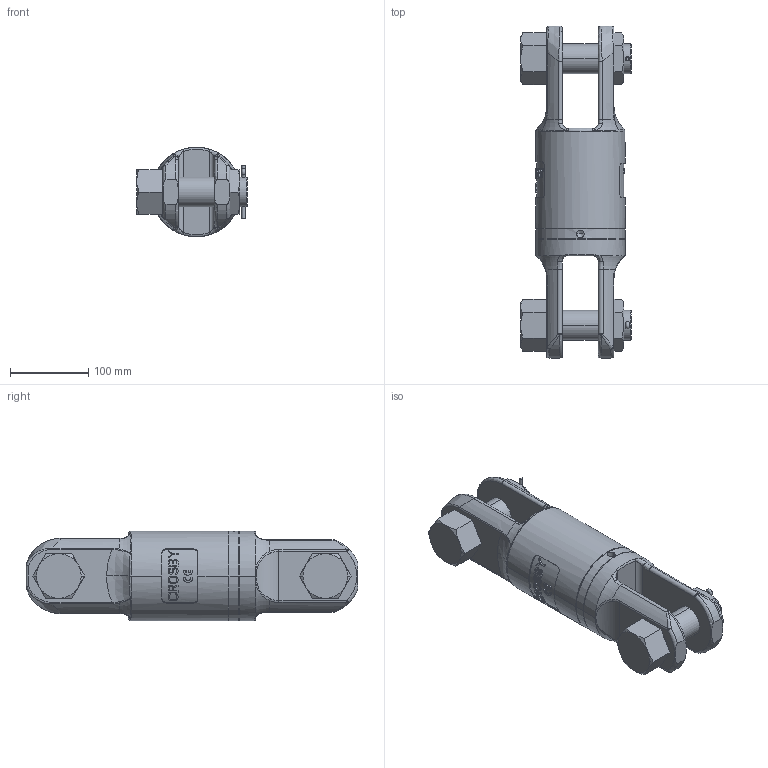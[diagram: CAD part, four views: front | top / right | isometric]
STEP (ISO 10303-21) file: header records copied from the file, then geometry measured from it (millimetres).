
FILE_DESCRIPTION((''),'2;1');
FILE_NAME('CROSBY_SWIVEL_10-S-2_0297627','2013-06-26T',('Alan Doughty'),('The Crosby Group LLC'),'PRO/ENGINEER BY PARAMETRIC TECHNOLOGY CORPORATION, 2013040','PRO/ENGINEER BY PARAMETRIC TECHNOLOGY CORPORATION, 2013040','');
FILE_SCHEMA(('AUTOMOTIVE_DESIGN { 1 0 10303 214 1 1 1 1 }'));
Length unit declared in the file: inch
Products named in the file (1): CROSBY_SWIVEL_10-S-2_0297627
Bounding box: 141.22 x 424.33 x 114.3 mm (x, y, z)
Volume: 2901947.2 mm3; surface area: 263541.3 mm2
Topology: 3 solids, 4 shells, 633 faces, 1609 edges, 1009 vertices
Faces by surface type: plane 350, cylinder 121, bspline 74, torus 38, cone 32, sphere 14, extrusion 4
Entity records: 31508 total; most frequent: CARTESIAN_POINT 12377, ORIENTED_EDGE 3210, DIRECTION 2459, PRESENTATION_STYLE_ASSIGNMENT 1608, STYLED_ITEM 1608, CURVE_STYLE 1605, EDGE_CURVE 1605, VERTEX_POINT 1009
